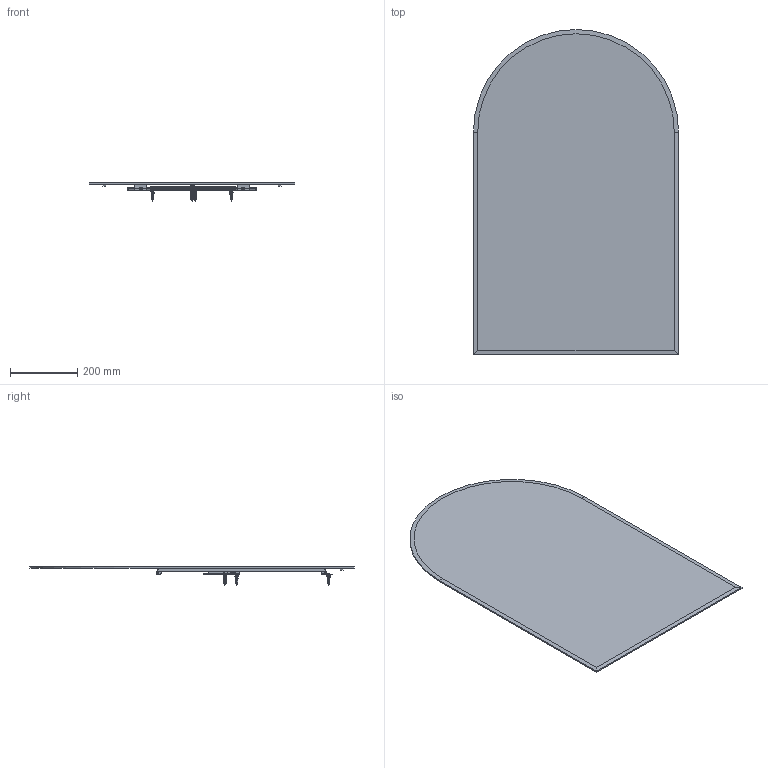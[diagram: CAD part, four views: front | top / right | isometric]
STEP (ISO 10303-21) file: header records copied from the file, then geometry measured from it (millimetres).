
FILE_DESCRIPTION((''),'2;1');
FILE_NAME('1142N_SW0001','2010-11-29T',('project'),(''),'PRO/ENGINEER BY PARAMETRIC TECHNOLOGY CORPORATION, 2009300','PRO/ENGINEER BY PARAMETRIC TECHNOLOGY CORPORATION, 2009300','');
FILE_SCHEMA(('CONFIG_CONTROL_DESIGN'));
Products named in the file (1): 1142N_SW0001
Bounding box: 609.6 x 965.2 x 55.69 mm (x, y, z)
Surface area: 1241008.7 mm2 (no closed solid volume)
Topology: 0 solids, 60 shells, 393 faces, 2113 edges, 1717 vertices
Faces by surface type: plane 128, cylinder 85, bspline 72, cone 51, sphere 32, torus 24, extrusion 1
Entity records: 58404 total; most frequent: CARTESIAN_POINT 44267, ORIENTED_EDGE 2722, DIRECTION 2343, EDGE_CURVE 2098, VERTEX_POINT 1717, B_SPLINE_CURVE_WITH_KNOTS 974, AXIS2_PLACEMENT_3D 897, CIRCLE 577
